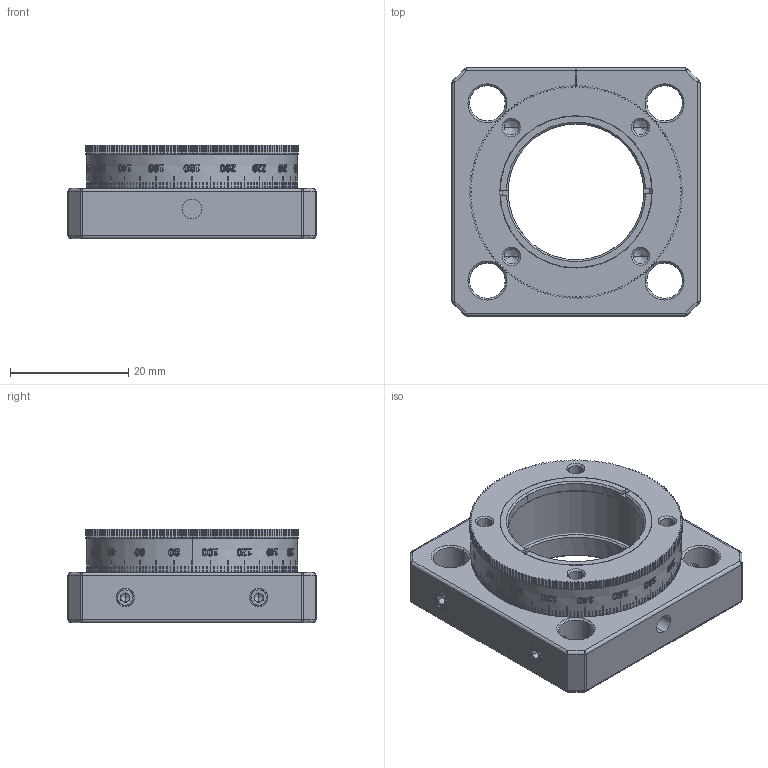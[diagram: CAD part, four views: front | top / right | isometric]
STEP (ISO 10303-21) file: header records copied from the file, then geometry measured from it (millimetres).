
FILE_DESCRIPTION (( 'STEP AP203' ), '1' );
FILE_NAME ('CSMR1-A.STEP', '2025-06-17T09:51:34', ( '' ), ( '' ), 'SwSTEP 2.0', 'SolidWorks 2020', '' );
FILE_SCHEMA (( 'CONFIG_CONTROL_DESIGN' ));
Length unit declared in the file: millimetre
Products named in the file (1): CSMR1-A
Bounding box: 42 x 42 x 15.8 mm (x, y, z)
Volume: 13568.5 mm3; surface area: 11081.1 mm2
Topology: 9 solids, 9 shells, 3297 faces, 9015 edges, 5798 vertices
Faces by surface type: plane 1856, cylinder 717, bspline 574, cone 126, sphere 16, torus 8
Entity records: 153691 total; most frequent: CARTESIAN_POINT 73600, ORIENTED_EDGE 17926, DIRECTION 14937, EDGE_CURVE 8963, VERTEX_POINT 5798, AXIS2_PLACEMENT_3D 4998, LINE 4941, VECTOR 4941
